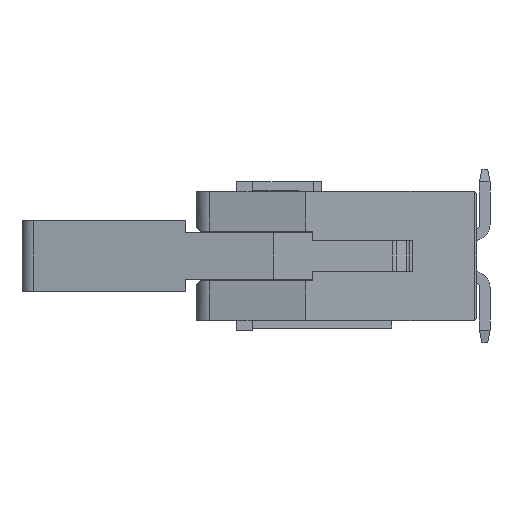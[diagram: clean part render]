
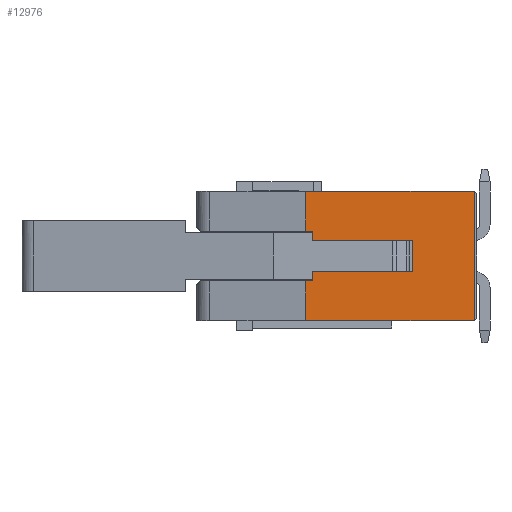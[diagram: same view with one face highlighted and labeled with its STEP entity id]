
A CAD part, left-side view. The second image highlights one B-rep face of the part: STEP entity #12976.
In plain terms, the highlighted planar face has unit normal (-1, 0, 0).
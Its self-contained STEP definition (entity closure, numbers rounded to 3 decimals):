
#8436=CARTESIAN_POINT('',(12.7,11.9,-0.03));
#8437=VERTEX_POINT('',#8436);
#8444=CARTESIAN_POINT('',(12.7,1.65,-0.03));
#8445=VERTEX_POINT('',#8444);
#8446=CARTESIAN_POINT('',(12.7,1.65,-0.03));
#8447=DIRECTION('',(0.,1.,0.));
#8448=VECTOR('',#8447,10.25);
#8449=LINE('',#8446,#8448);
#8450=EDGE_CURVE('',#8445,#8437,#8449,.T.);
#9503=CARTESIAN_POINT('',(12.7,11.9,-5.455));
#9504=VERTEX_POINT('',#9503);
#9511=CARTESIAN_POINT('',(12.7,11.5,-5.455));
#9512=VERTEX_POINT('',#9511);
#9513=CARTESIAN_POINT('',(12.7,11.5,-5.455));
#9514=DIRECTION('',(0.,1.,0.));
#9515=VECTOR('',#9514,0.4);
#9516=LINE('',#9513,#9515);
#9517=EDGE_CURVE('',#9512,#9504,#9516,.T.);
#9650=CARTESIAN_POINT('',(12.7,11.5,-2.455));
#9651=VERTEX_POINT('',#9650);
#9658=CARTESIAN_POINT('',(12.7,11.9,-2.455));
#9659=VERTEX_POINT('',#9658);
#9660=CARTESIAN_POINT('',(12.7,11.9,-2.455));
#9661=DIRECTION('',(0.,-1.,0.));
#9662=VECTOR('',#9661,0.4);
#9663=LINE('',#9660,#9662);
#9664=EDGE_CURVE('',#9659,#9651,#9663,.T.);
#12875=CARTESIAN_POINT('',(12.7,11.9,-0.03));
#12876=DIRECTION('',(0.,0.,-1.));
#12877=VECTOR('',#12876,2.425);
#12878=LINE('',#12875,#12877);
#12879=EDGE_CURVE('',#8437,#9659,#12878,.T.);
#12884=CARTESIAN_POINT('',(12.7,6.878,-4.18));
#12885=DIRECTION('',(0.,-1.,0.));
#12886=DIRECTION('',(-1.,0.,0.));
#12887=AXIS2_PLACEMENT_3D('',#12884,#12886,#12885);
#12888=PLANE('',#12887);
#12889=CARTESIAN_POINT('',(12.7,11.5,-3.005));
#12890=VERTEX_POINT('',#12889);
#12891=CARTESIAN_POINT('',(12.7,11.5,-3.005));
#12892=CARTESIAN_POINT('',(12.7,11.5,-2.895));
#12893=CARTESIAN_POINT('',(12.7,11.5,-2.785));
#12894=CARTESIAN_POINT('',(12.7,11.5,-2.675));
#12895=CARTESIAN_POINT('',(12.7,11.5,-2.565));
#12896=CARTESIAN_POINT('',(12.7,11.5,-2.455));
#12897=B_SPLINE_CURVE_WITH_KNOTS('',5,(#12891,#12892,#12893,#12894,#12895,#12896),.UNSPECIFIED.,.F.,.U.,(6,6),(0.,0.55),.UNSPECIFIED.);
#12898=EDGE_CURVE('',#12890,#9651,#12897,.T.);
#12899=ORIENTED_EDGE('',*,*,#12898,.F.);
#12900=CARTESIAN_POINT('',(12.7,5.4,-3.005));
#12901=VERTEX_POINT('',#12900);
#12902=CARTESIAN_POINT('',(12.7,5.4,-3.005));
#12903=CARTESIAN_POINT('',(12.7,6.62,-3.005));
#12904=CARTESIAN_POINT('',(12.7,7.84,-3.005));
#12905=CARTESIAN_POINT('',(12.7,9.06,-3.005));
#12906=CARTESIAN_POINT('',(12.7,10.28,-3.005));
#12907=CARTESIAN_POINT('',(12.7,11.5,-3.005));
#12908=B_SPLINE_CURVE_WITH_KNOTS('',5,(#12902,#12903,#12904,#12905,#12906,#12907),.UNSPECIFIED.,.F.,.U.,(6,6),(0.,6.1),.UNSPECIFIED.);
#12909=EDGE_CURVE('',#12901,#12890,#12908,.T.);
#12910=ORIENTED_EDGE('',*,*,#12909,.F.);
#12911=CARTESIAN_POINT('',(12.7,5.4,-4.905));
#12912=VERTEX_POINT('',#12911);
#12913=CARTESIAN_POINT('',(12.7,5.4,-4.905));
#12914=CARTESIAN_POINT('',(12.7,5.4,-4.525));
#12915=CARTESIAN_POINT('',(12.7,5.4,-4.145));
#12916=CARTESIAN_POINT('',(12.7,5.4,-3.765));
#12917=CARTESIAN_POINT('',(12.7,5.4,-3.385));
#12918=CARTESIAN_POINT('',(12.7,5.4,-3.005));
#12919=B_SPLINE_CURVE_WITH_KNOTS('',5,(#12913,#12914,#12915,#12916,#12917,#12918),.UNSPECIFIED.,.F.,.U.,(6,6),(0.,1.9),.UNSPECIFIED.);
#12920=EDGE_CURVE('',#12912,#12901,#12919,.T.);
#12921=ORIENTED_EDGE('',*,*,#12920,.F.);
#12922=CARTESIAN_POINT('',(12.7,11.5,-4.905));
#12923=VERTEX_POINT('',#12922);
#12924=CARTESIAN_POINT('',(12.7,11.5,-4.905));
#12925=CARTESIAN_POINT('',(12.7,10.28,-4.905));
#12926=CARTESIAN_POINT('',(12.7,9.06,-4.905));
#12927=CARTESIAN_POINT('',(12.7,7.84,-4.905));
#12928=CARTESIAN_POINT('',(12.7,6.62,-4.905));
#12929=CARTESIAN_POINT('',(12.7,5.4,-4.905));
#12930=B_SPLINE_CURVE_WITH_KNOTS('',5,(#12924,#12925,#12926,#12927,#12928,#12929),.UNSPECIFIED.,.F.,.U.,(6,6),(0.,6.1),.UNSPECIFIED.);
#12931=EDGE_CURVE('',#12923,#12912,#12930,.T.);
#12932=ORIENTED_EDGE('',*,*,#12931,.F.);
#12933=CARTESIAN_POINT('',(12.7,11.5,-5.455));
#12934=CARTESIAN_POINT('',(12.7,11.5,-5.345));
#12935=CARTESIAN_POINT('',(12.7,11.5,-5.235));
#12936=CARTESIAN_POINT('',(12.7,11.5,-5.125));
#12937=CARTESIAN_POINT('',(12.7,11.5,-5.015));
#12938=CARTESIAN_POINT('',(12.7,11.5,-4.905));
#12939=B_SPLINE_CURVE_WITH_KNOTS('',5,(#12933,#12934,#12935,#12936,#12937,#12938),.UNSPECIFIED.,.F.,.U.,(6,6),(0.,0.55),.UNSPECIFIED.);
#12940=EDGE_CURVE('',#9512,#12923,#12939,.T.);
#12941=ORIENTED_EDGE('',*,*,#12940,.F.);
#12942=ORIENTED_EDGE('',*,*,#9517,.T.);
#12943=CARTESIAN_POINT('',(12.7,11.9,-7.88));
#12944=VERTEX_POINT('',#12943);
#12945=CARTESIAN_POINT('',(12.7,11.9,-7.88));
#12946=DIRECTION('',(0.,0.,1.));
#12947=VECTOR('',#12946,2.425);
#12948=LINE('',#12945,#12947);
#12949=EDGE_CURVE('',#12944,#9504,#12948,.T.);
#12950=ORIENTED_EDGE('',*,*,#12949,.F.);
#12951=CARTESIAN_POINT('',(12.7,1.65,-7.88));
#12952=VERTEX_POINT('',#12951);
#12953=CARTESIAN_POINT('',(12.7,11.9,-7.88));
#12954=CARTESIAN_POINT('',(12.7,9.85,-7.88));
#12955=CARTESIAN_POINT('',(12.7,7.8,-7.88));
#12956=CARTESIAN_POINT('',(12.7,5.75,-7.88));
#12957=CARTESIAN_POINT('',(12.7,3.7,-7.88));
#12958=CARTESIAN_POINT('',(12.7,1.65,-7.88));
#12959=B_SPLINE_CURVE_WITH_KNOTS('',5,(#12953,#12954,#12955,#12956,#12957,#12958),.UNSPECIFIED.,.F.,.U.,(6,6),(0.,0.414),.UNSPECIFIED.);
#12960=EDGE_CURVE('',#12944,#12952,#12959,.T.);
#12961=ORIENTED_EDGE('',*,*,#12960,.T.);
#12962=CARTESIAN_POINT('',(12.7,1.65,-0.03));
#12963=CARTESIAN_POINT('',(12.7,1.65,-1.6));
#12964=CARTESIAN_POINT('',(12.7,1.65,-3.17));
#12965=CARTESIAN_POINT('',(12.7,1.65,-4.74));
#12966=CARTESIAN_POINT('',(12.7,1.65,-6.31));
#12967=CARTESIAN_POINT('',(12.7,1.65,-7.88));
#12968=B_SPLINE_CURVE_WITH_KNOTS('',5,(#12962,#12963,#12964,#12965,#12966,#12967),.UNSPECIFIED.,.F.,.U.,(6,6),(0.,7.85),.UNSPECIFIED.);
#12969=EDGE_CURVE('',#8445,#12952,#12968,.T.);
#12970=ORIENTED_EDGE('',*,*,#12969,.F.);
#12971=ORIENTED_EDGE('',*,*,#8450,.T.);
#12972=ORIENTED_EDGE('',*,*,#12879,.T.);
#12973=ORIENTED_EDGE('',*,*,#9664,.T.);
#12974=EDGE_LOOP('',(#12899,#12910,#12921,#12932,#12941,#12942,#12950,#12961,#12970,#12971,#12972,#12973));
#12975=FACE_OUTER_BOUND('',#12974,.T.);
#12976=ADVANCED_FACE('',(#12975),#12888,.T.);
